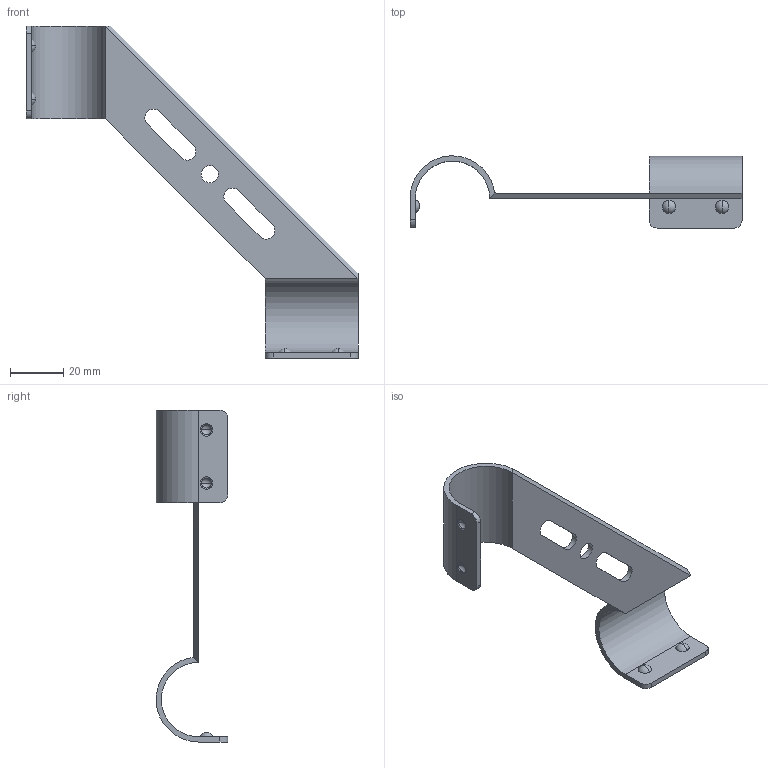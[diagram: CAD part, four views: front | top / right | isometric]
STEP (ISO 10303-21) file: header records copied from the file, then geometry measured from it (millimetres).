
FILE_DESCRIPTION (( 'STEP AP214' ), '1' );
FILE_NAME ('B333 Êðîíøòåéí äëÿ óñòàíîâêè ñòîëåøíèöû.STEP', '2023-11-15T12:11:43', ( '' ), ( '' ), 'SwSTEP 2.0', 'SolidWorks 2022', '' );
FILE_SCHEMA (( 'AUTOMOTIVE_DESIGN' ));
Length unit declared in the file: millimetre
Products named in the file (1): B333 Кронштейн для установки столешницы
Bounding box: 125 x 26.97 x 125 mm (x, y, z)
Volume: 12696.9 mm3; surface area: 14102.7 mm2
Topology: 1 solids, 1 shells, 56 faces, 122 edges, 76 vertices
Faces by surface type: plane 18, sphere 16, cylinder 14, torus 8
Entity records: 2208 total; most frequent: DIRECTION 304, CARTESIAN_POINT 255, ORIENTED_EDGE 244, AXIS2_PLACEMENT_3D 125, EDGE_CURVE 122, VERTEX_POINT 76, EDGE_LOOP 70, CIRCLE 68
